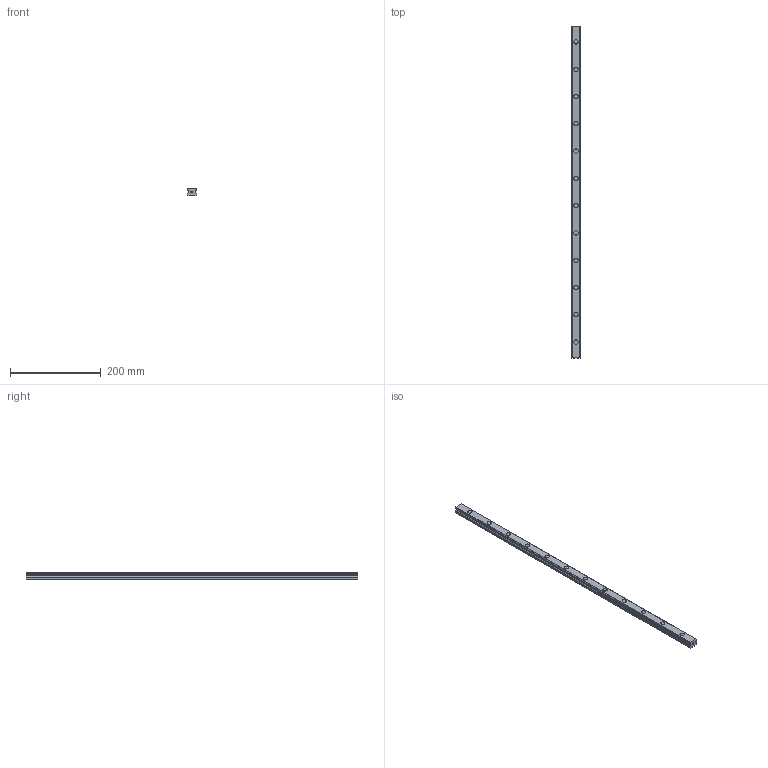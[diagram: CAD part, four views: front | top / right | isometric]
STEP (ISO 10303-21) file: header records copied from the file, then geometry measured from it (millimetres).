
FILE_DESCRIPTION(('STEP AP214'),'1');
FILE_NAME('cctmp_0FF4DA1F-E349-44EC-8472-552D99DE4564_2021_02_04_11_38_56_0722..stp','2021-02-04T10:38:56',('HIWIN GmbH'),('CADClick - www.CADClick.com'),'Spatial InterOp 3D',' ','unknown authorization');
FILE_SCHEMA(('AUTOMOTIVE_DESIGN'));
Length unit declared in the file: millimetre
Products named in the file (1): EGR20R730C_FILE
Bounding box: 20 x 730 x 15.5 mm (x, y, z)
Volume: 196017.9 mm3; surface area: 58721.4 mm2
Topology: 1 solids, 1 shells, 247 faces, 603 edges, 386 vertices
Faces by surface type: plane 157, cylinder 90
Entity records: 9261 total; most frequent: DIRECTION 1327, CARTESIAN_POINT 1237, ORIENTED_EDGE 1206, EDGE_CURVE 603, AXIS2_PLACEMENT_3D 476, VERTEX_POINT 386, LINE 375, VECTOR 375
